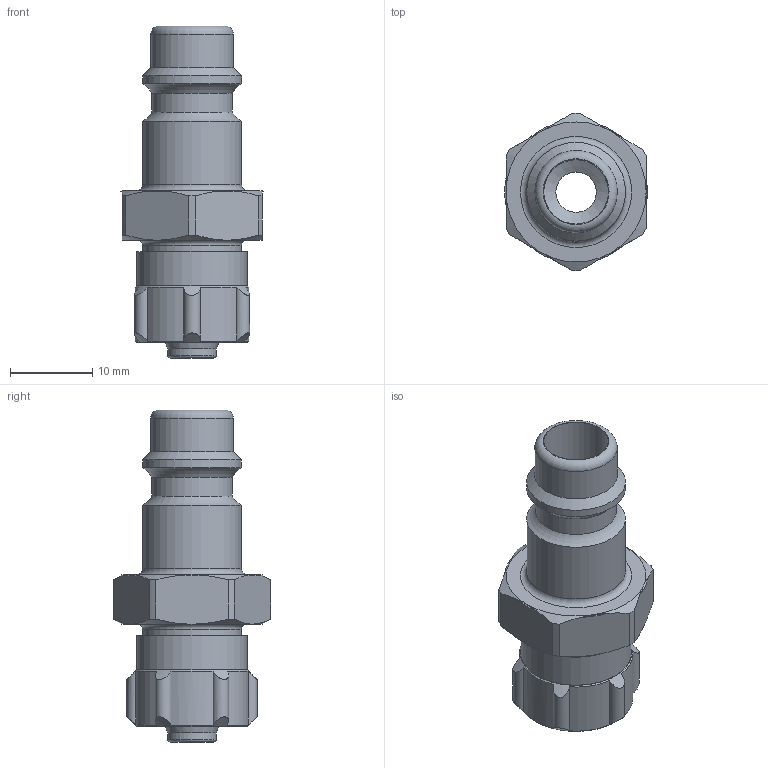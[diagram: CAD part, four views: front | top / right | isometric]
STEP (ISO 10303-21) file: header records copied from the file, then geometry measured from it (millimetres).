
FILE_DESCRIPTION(/* description */ ('STEP AP214'),/* implementation_level */ '2;1');
FILE_NAME(/* name */ '2151_KS4-CK-6',/* time_stamp */ '2024-08-29T10:27:44+02:00',/* author */ ('License CC BY-ND 4.0'),/* organization */ ('CADENAS'),/* preprocessor_version */ 'ST-DEVELOPER v19.3',/* originating_system */ 'PARTsolutions',/* authorisation */ ' ');
FILE_SCHEMA (('AUTOMOTIVE_DESIGN {1 0 10303 214 3 1 1}'));
Length unit declared in the file: millimetre
Products named in the file (1): 2151 KS4-CK-6
Bounding box: 17.33 x 19.15 x 40.3 mm (x, y, z)
Volume: 3351.6 mm3; surface area: 3510.8 mm2
Topology: 1 solids, 1 shells, 74 faces, 170 edges, 105 vertices
Faces by surface type: cylinder 30, plane 21, cone 14, torus 9
Full cylindrical faces by diameter (mm): 4.9 x1, 5.9 x1, 6.8 x1, 7.85 x1, 8.3 x1, 9.75 x1, 10 x1, 12 x4, 13.4 x1
Entity records: 2044 total; most frequent: CARTESIAN_POINT 483, DIRECTION 324, ORIENTED_EDGE 276, AXIS2_PLACEMENT_3D 147, EDGE_CURVE 138, EDGE_LOOP 112, FACE_BOUND 112, VERTEX_POINT 102
